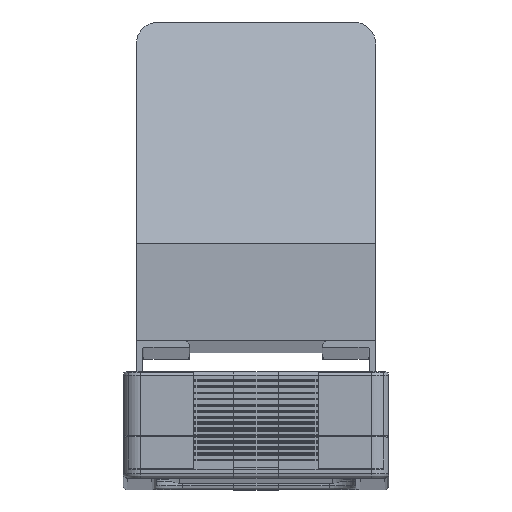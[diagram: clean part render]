
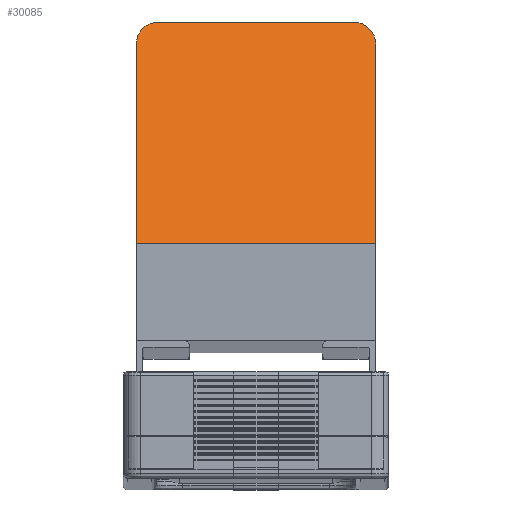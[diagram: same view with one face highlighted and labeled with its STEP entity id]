
A CAD part, top view. The second image highlights one B-rep face of the part: STEP entity #30085.
In plain terms, the highlighted planar face has unit normal (0, 0.707, 0.707).
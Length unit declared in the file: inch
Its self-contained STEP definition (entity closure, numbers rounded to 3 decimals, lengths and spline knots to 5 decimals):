
#1291 = CARTESIAN_POINT ( 'NONE',  ( -1.06299, 74.97047, -43.67126 ) ) ;
#1385 = VECTOR ( 'NONE', #14533, 39.37008 ) ;
#1575 = CARTESIAN_POINT ( 'NONE',  ( -0.98145, 3.36614, 27.93307 ) ) ;
#1666 = VERTEX_POINT ( 'NONE', #50271 ) ;
#1956 = LINE ( 'NONE', #18665, #1385 ) ;
#3689 = ORIENTED_EDGE ( 'NONE', *, *, #30408, .T. ) ;
#5019 = ORIENTED_EDGE ( 'NONE', *, *, #33289, .T. ) ;
#10126 =( BOUNDED_CURVE ( )  B_SPLINE_CURVE ( 3, ( #39096, #1575, #34996, #51707 ),
 .UNSPECIFIED., .F., .T. ) 
 B_SPLINE_CURVE_WITH_KNOTS ( ( 4, 4 ),
 ( 3.14159, 4.71239 ),
 .UNSPECIFIED. ) 
 CURVE ( )  GEOMETRIC_REPRESENTATION_ITEM ( )  RATIONAL_B_SPLINE_CURVE ( ( 1., 0.805, 0.805, 1. ) ) 
 REPRESENTATION_ITEM ( '' )  );
#11095 = EDGE_CURVE ( 'NONE', #14715, #21597, #20208, .T. ) ;
#12182 = CARTESIAN_POINT ( 'NONE',  ( 1.06299, 1.39764, 29.90157 ) ) ;
#12326 = LINE ( 'NONE', #33439, #51592 ) ;
#14006 = ORIENTED_EDGE ( 'NONE', *, *, #11095, .F. ) ;
#14533 = DIRECTION ( 'NONE',  ( 0., 0.707, -0.707 ) ) ;
#14715 = VERTEX_POINT ( 'NONE', #23272 ) ;
#14838 = CARTESIAN_POINT ( 'NONE',  ( 1.06299, 3.2846, 28.01461 ) ) ;
#15332 = ORIENTED_EDGE ( 'NONE', *, *, #41154, .T. ) ;
#15926 = CARTESIAN_POINT ( 'NONE',  ( -118.11024, 1.39764, 29.90157 ) ) ;
#16086 = CARTESIAN_POINT ( 'NONE',  ( -118.11024, 3.36614, 27.93307 ) ) ;
#18665 = CARTESIAN_POINT ( 'NONE',  ( 1.06299, 1.39764, 29.90157 ) ) ;
#20116 = ORIENTED_EDGE ( 'NONE', *, *, #26339, .T. ) ;
#20208 = LINE ( 'NONE', #16086, #31715 ) ;
#20354 = ORIENTED_EDGE ( 'NONE', *, *, #39209, .T. ) ;
#21597 = VERTEX_POINT ( 'NONE', #31309 ) ;
#22818 = CARTESIAN_POINT ( 'NONE',  ( 0.98145, 3.36614, 27.93307 ) ) ;
#22947 = LINE ( 'NONE', #1291, #41041 ) ;
#23272 = CARTESIAN_POINT ( 'NONE',  ( -0.86614, 3.36614, 27.93307 ) ) ;
#26339 = EDGE_CURVE ( 'NONE', #40787, #33198, #1956, .T. ) ;
#30085 = ADVANCED_FACE ( 'NONE', ( #36735 ), #53445, .F. ) ;
#30408 = EDGE_CURVE ( 'NONE', #14715, #1666, #10126, .T. ) ;
#31309 = CARTESIAN_POINT ( 'NONE',  ( 0.86614, 3.36614, 27.93307 ) ) ;
#31715 = VECTOR ( 'NONE', #49474, 39.37008 ) ;
#32648 = DIRECTION ( 'NONE',  ( 0., -0.707, -0.707 ) ) ;
#33198 = VERTEX_POINT ( 'NONE', #38141 ) ;
#33289 = EDGE_CURVE ( 'NONE', #33198, #21597, #38116, .T. ) ;
#33439 = CARTESIAN_POINT ( 'NONE',  ( -1.06299, 1.39764, 29.90157 ) ) ;
#34996 = CARTESIAN_POINT ( 'NONE',  ( -1.06299, 3.2846, 28.01461 ) ) ;
#35650 = CARTESIAN_POINT ( 'NONE',  ( 1.06299, 3.16929, 28.12992 ) ) ;
#36735 = FACE_OUTER_BOUND ( 'NONE', #37593, .T. ) ;
#37271 = DIRECTION ( 'NONE',  ( 0., -0.707, 0.707 ) ) ;
#37593 = EDGE_LOOP ( 'NONE', ( #20354, #15332, #20116, #5019, #14006, #3689 ) ) ;
#38116 =( BOUNDED_CURVE ( )  B_SPLINE_CURVE ( 3, ( #35650, #14838, #22818, #48506 ),
 .UNSPECIFIED., .F., .T. ) 
 B_SPLINE_CURVE_WITH_KNOTS ( ( 4, 4 ),
 ( 1.5708, 3.14159 ),
 .UNSPECIFIED. ) 
 CURVE ( )  GEOMETRIC_REPRESENTATION_ITEM ( )  RATIONAL_B_SPLINE_CURVE ( ( 1., 0.805, 0.805, 1. ) ) 
 REPRESENTATION_ITEM ( '' )  );
#38141 = CARTESIAN_POINT ( 'NONE',  ( 1.06299, 3.16929, 28.12992 ) ) ;
#38486 = AXIS2_PLACEMENT_3D ( 'NONE', #15926, #32648, #37271 ) ;
#39096 = CARTESIAN_POINT ( 'NONE',  ( -0.86614, 3.36614, 27.93307 ) ) ;
#39209 = EDGE_CURVE ( 'NONE', #1666, #42563, #22947, .T. ) ;
#40787 = VERTEX_POINT ( 'NONE', #12182 ) ;
#41041 = VECTOR ( 'NONE', #43446, 39.37008 ) ;
#41154 = EDGE_CURVE ( 'NONE', #42563, #40787, #12326, .T. ) ;
#42489 = CARTESIAN_POINT ( 'NONE',  ( -1.06299, 1.39764, 29.90157 ) ) ;
#42563 = VERTEX_POINT ( 'NONE', #42489 ) ;
#43446 = DIRECTION ( 'NONE',  ( 0., -0.707, 0.707 ) ) ;
#45995 = DIRECTION ( 'NONE',  ( 1., 0., 0. ) ) ;
#48506 = CARTESIAN_POINT ( 'NONE',  ( 0.86614, 3.36614, 27.93307 ) ) ;
#49474 = DIRECTION ( 'NONE',  ( 1., 0., 0. ) ) ;
#50271 = CARTESIAN_POINT ( 'NONE',  ( -1.06299, 3.16929, 28.12992 ) ) ;
#51592 = VECTOR ( 'NONE', #45995, 39.37008 ) ;
#51707 = CARTESIAN_POINT ( 'NONE',  ( -1.06299, 3.16929, 28.12992 ) ) ;
#53445 = PLANE ( 'NONE',  #38486 ) ;
